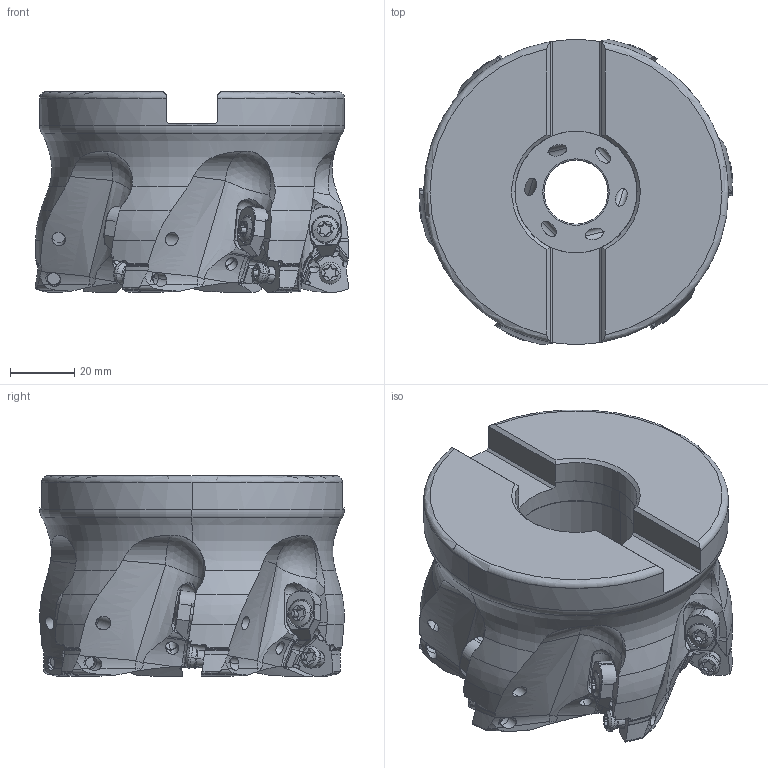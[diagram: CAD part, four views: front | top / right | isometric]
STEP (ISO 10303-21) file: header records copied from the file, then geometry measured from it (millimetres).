
FILE_DESCRIPTION(/* description */ (''),/* implementation_level */ '2;1');
FILE_NAME(/* name */ 'AJXU14R0406E.stp',/* time_stamp */ '2021-09-08T11:48:50+09:00',/* author */ (''),/* organization */ (''),/* preprocessor_version */ 'ST-DEVELOPER v16',/* originating_system */ 'SIEMENS PLM Software NX 10.0',/* authorisation */ '');
FILE_SCHEMA (('AUTOMOTIVE_DESIGN { 1 0 10303 214 3 1 1 1 }'));
Products named in the file (1): AJXU14R0406E_ASM
Bounding box: 98.04 x 95.25 x 62.66 mm (x, y, z)
Volume: 288319 mm3; surface area: 51969.2 mm2
Topology: 25 solids, 25 shells, 1317 faces, 3619 edges, 2426 vertices
Faces by surface type: cylinder 636, plane 381, cone 160, torus 86, sphere 36, bspline 18
Entity records: 52130 total; most frequent: CARTESIAN_POINT 17712, DIRECTION 7174, ORIENTED_EDGE 7130, EDGE_CURVE 3565, AXIS2_PLACEMENT_3D 2940, VERTEX_POINT 2341, CIRCLE 1461, EDGE_LOOP 1422
